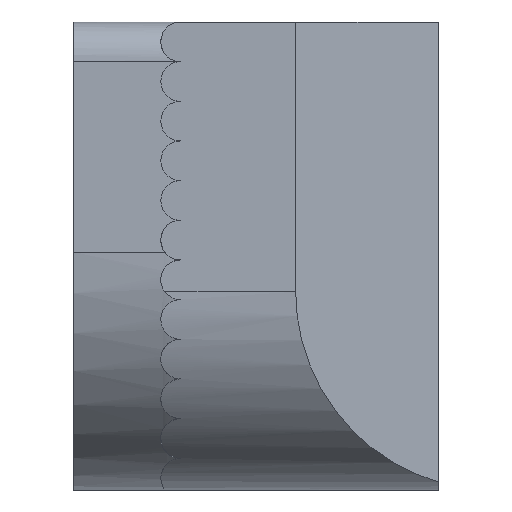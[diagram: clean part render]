
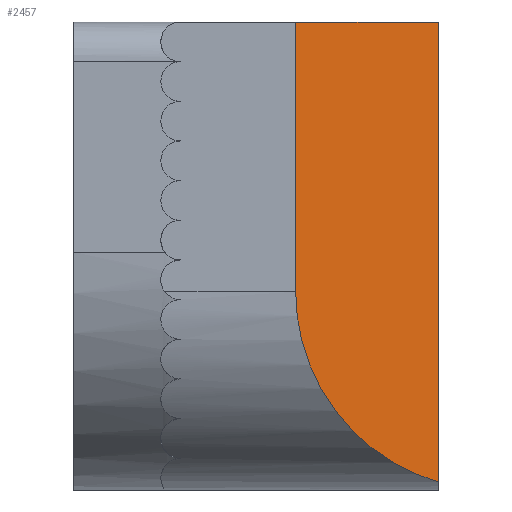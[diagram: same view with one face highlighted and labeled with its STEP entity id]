
A CAD part, left-side view. The second image highlights one B-rep face of the part: STEP entity #2457.
In plain terms, the highlighted planar face has unit normal (-0.707, -0.707, 0).
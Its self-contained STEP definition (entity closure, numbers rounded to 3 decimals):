
#144 =( BOUNDED_CURVE ( )  B_SPLINE_CURVE ( 3, ( #1131, #1135, #1137, #1130 ),
 .UNSPECIFIED., .F., .F. ) 
 B_SPLINE_CURVE_WITH_KNOTS ( ( 4, 4 ),
 ( 0., 1.287 ),
 .UNSPECIFIED. ) 
 CURVE ( )  GEOMETRIC_REPRESENTATION_ITEM ( )  RATIONAL_B_SPLINE_CURVE ( ( 1., 0.867, 0.867, 1. ) ) 
 REPRESENTATION_ITEM ( '' )  );
#224 = AXIS2_PLACEMENT_3D ( 'NONE', #540, #533, #532 ) ;
#457 = EDGE_CURVE ( 'NONE', #2310, #2315, #1701, .T. ) ;
#459 = EDGE_CURVE ( 'NONE', #2315, #2316, #144, .T. ) ;
#460 = EDGE_CURVE ( 'NONE', #2311, #2316, #1691, .T. ) ;
#461 = EDGE_CURVE ( 'NONE', #2310, #2311, #1689, .T. ) ;
#532 = DIRECTION ( 'NONE',  ( -0.707, 0.707, 0. ) ) ;
#533 = DIRECTION ( 'NONE',  ( 0.707, 0.707, 0. ) ) ;
#537 = PLANE ( 'NONE',  #224 ) ;
#540 = CARTESIAN_POINT ( 'NONE',  ( -5.15, -1.7, 2.95 ) ) ;
#831 = CARTESIAN_POINT ( 'NONE',  ( -3.35, -3.5, -2.85 ) ) ;
#832 = CARTESIAN_POINT ( 'NONE',  ( -5.15, -1.7, -0.45 ) ) ;
#835 = CARTESIAN_POINT ( 'NONE',  ( -3.35, -3.5, 2.95 ) ) ;
#841 = CARTESIAN_POINT ( 'NONE',  ( -5.15, -1.7, 2.95 ) ) ;
#1127 = DIRECTION ( 'NONE',  ( 0.707, -0.707, 0. ) ) ;
#1128 = DIRECTION ( 'NONE',  ( 0., 0., -1. ) ) ;
#1129 = CARTESIAN_POINT ( 'NONE',  ( -3.35, -3.5, 2.95 ) ) ;
#1130 = CARTESIAN_POINT ( 'NONE',  ( -3.35, -3.5, -2.85 ) ) ;
#1131 = CARTESIAN_POINT ( 'NONE',  ( -5.15, -1.7, -0.45 ) ) ;
#1133 = CARTESIAN_POINT ( 'NONE',  ( -5.15, -1.7, 2.95 ) ) ;
#1135 = CARTESIAN_POINT ( 'NONE',  ( -5.15, -1.7, -1.604 ) ) ;
#1137 = CARTESIAN_POINT ( 'NONE',  ( -4.458, -2.392, -2.527 ) ) ;
#1138 = DIRECTION ( 'NONE',  ( 0., 0., -1. ) ) ;
#1165 = CARTESIAN_POINT ( 'NONE',  ( -5.15, -1.7, 2.95 ) ) ;
#1565 = FACE_OUTER_BOUND ( 'NONE', #2254, .T. ) ;
#1686 = VECTOR ( 'NONE', #1127, 1000. ) ;
#1689 = LINE ( 'NONE', #1133, #1686 ) ;
#1691 = LINE ( 'NONE', #1129, #1693 ) ;
#1692 = VECTOR ( 'NONE', #1138, 1000. ) ;
#1693 = VECTOR ( 'NONE', #1128, 1000. ) ;
#1701 = LINE ( 'NONE', #1165, #1692 ) ;
#1912 = ORIENTED_EDGE ( 'NONE', *, *, #459, .T. ) ;
#1913 = ORIENTED_EDGE ( 'NONE', *, *, #460, .F. ) ;
#1914 = ORIENTED_EDGE ( 'NONE', *, *, #461, .F. ) ;
#2022 = ORIENTED_EDGE ( 'NONE', *, *, #457, .T. ) ;
#2254 = EDGE_LOOP ( 'NONE', ( #2022, #1912, #1913, #1914 ) ) ;
#2310 = VERTEX_POINT ( 'NONE', #841 ) ;
#2311 = VERTEX_POINT ( 'NONE', #835 ) ;
#2315 = VERTEX_POINT ( 'NONE', #832 ) ;
#2316 = VERTEX_POINT ( 'NONE', #831 ) ;
#2457 = ADVANCED_FACE ( 'NONE', ( #1565 ), #537, .F. ) ;
